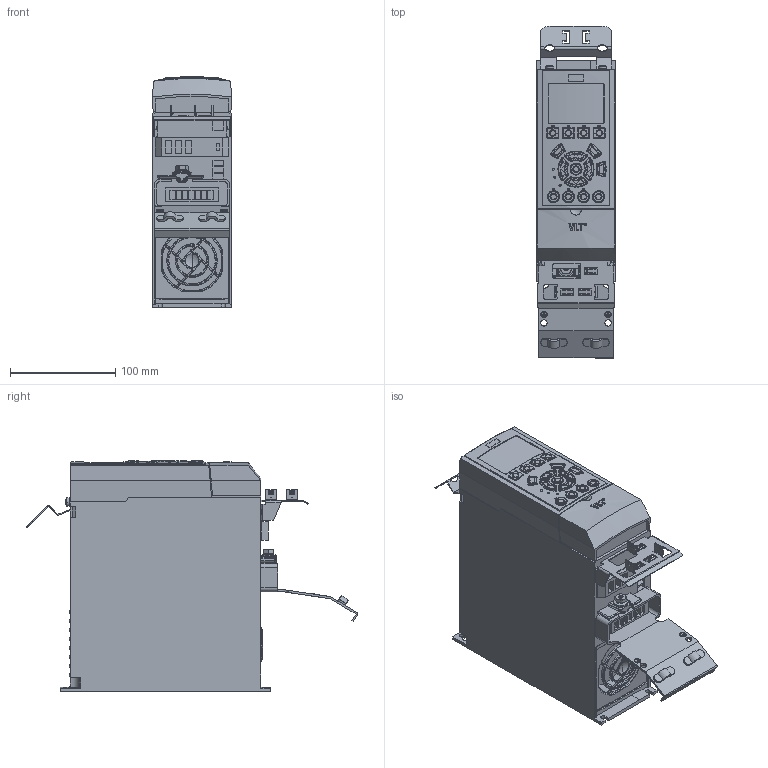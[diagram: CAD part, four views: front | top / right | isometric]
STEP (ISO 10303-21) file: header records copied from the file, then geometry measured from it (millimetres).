
FILE_DESCRIPTION((''),'2;1');
FILE_NAME('DANFOSS-FC300-A1-IP20-A-038','2019-09-04T',('U322080'),(''),'CREO PARAMETRIC BY PTC INC, 2018070','CREO PARAMETRIC BY PTC INC, 2018070','');
FILE_SCHEMA(('CONFIG_CONTROL_DESIGN'));
Products named in the file (1): DANFOSS-FC300-A1-IP20-A-038
Bounding box: 75.05 x 315.63 x 219.17 mm (x, y, z)
Surface area: 200196.5 mm2 (no closed solid volume)
Topology: 0 solids, 21 shells, 2429 faces, 6240 edges, 3890 vertices
Faces by surface type: plane 851, cylinder 755, bspline 608, torus 110, cone 44, extrusion 32, sphere 29
Entity records: 124763 total; most frequent: CARTESIAN_POINT 50523, ORIENTED_EDGE 12424, DIRECTION 9090, EDGE_CURVE 6216, VERTEX_POINT 3890, FILL_AREA_STYLE_COLOUR 3177, FILL_AREA_STYLE 3177, SURFACE_STYLE_FILL_AREA 3177
